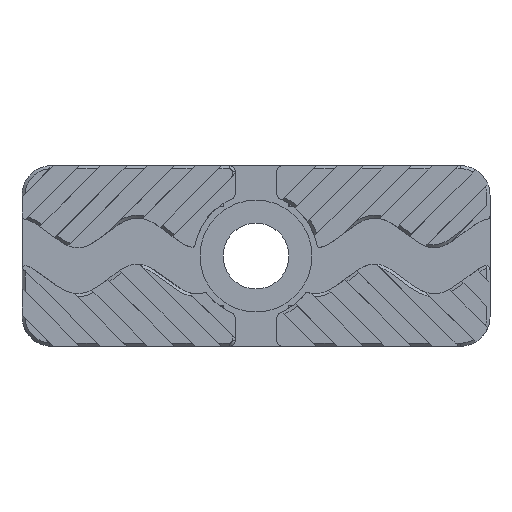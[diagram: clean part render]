
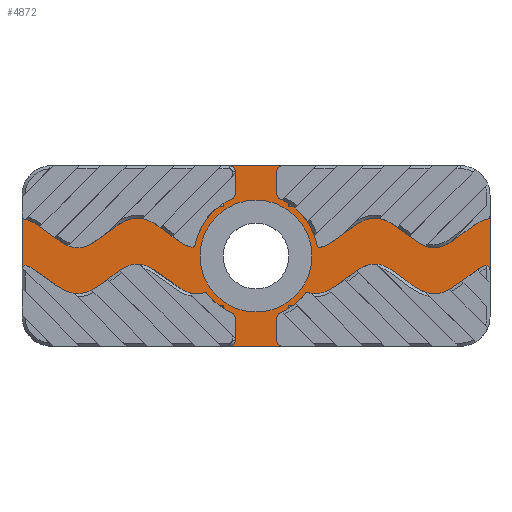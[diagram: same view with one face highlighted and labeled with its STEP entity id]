
A CAD part, top view. The second image highlights one B-rep face of the part: STEP entity #4872.
In plain terms, the highlighted planar face has unit normal (0, 0, 1).
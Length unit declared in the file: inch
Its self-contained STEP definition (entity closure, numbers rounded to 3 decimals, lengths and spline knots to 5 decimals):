
#29=FACE_BOUND('',#927,.T.);
#211=PLANE('',#5186);
#661=FACE_OUTER_BOUND('',#926,.T.);
#926=EDGE_LOOP('',(#4325,#4326,#4327,#4328,#4329,#4330,#4331,#4332,#4333,
#4334,#4335,#4336,#4337,#4338,#4339,#4340,#4341,#4342,#4343,#4344,#4345,
#4346,#4347,#4348));
#927=EDGE_LOOP('',(#4349));
#1085=CIRCLE('',#5187,0.09843);
#1086=CIRCLE('',#5188,0.09843);
#1087=CIRCLE('',#5189,0.09843);
#1088=CIRCLE('',#5190,0.09843);
#1089=CIRCLE('',#5191,0.186);
#1151=LINE('',#6665,#1585);
#1171=LINE('',#6709,#1605);
#1175=LINE('',#6717,#1609);
#1280=LINE('',#8277,#1714);
#1302=LINE('',#8325,#1736);
#1306=LINE('',#8333,#1740);
#1477=LINE('',#9821,#1911);
#1478=LINE('',#9824,#1912);
#1479=LINE('',#9825,#1913);
#1480=LINE('',#9829,#1914);
#1481=LINE('',#9832,#1915);
#1482=LINE('',#9834,#1916);
#1483=LINE('',#9835,#1917);
#1484=LINE('',#9837,#1918);
#1485=LINE('',#9839,#1919);
#1486=LINE('',#9840,#1920);
#1487=LINE('',#9844,#1921);
#1488=LINE('',#9847,#1922);
#1489=LINE('',#9849,#1923);
#1490=LINE('',#9850,#1924);
#1585=VECTOR('',#5362,0.3937);
#1605=VECTOR('',#5386,0.3937);
#1609=VECTOR('',#5390,0.3937);
#1714=VECTOR('',#5629,0.3937);
#1736=VECTOR('',#5655,0.3937);
#1740=VECTOR('',#5659,0.3937);
#1911=VECTOR('',#6140,0.3937);
#1912=VECTOR('',#6143,0.3937);
#1913=VECTOR('',#6144,0.3937);
#1914=VECTOR('',#6147,0.3937);
#1915=VECTOR('',#6150,0.3937);
#1916=VECTOR('',#6151,0.3937);
#1917=VECTOR('',#6152,0.3937);
#1918=VECTOR('',#6153,0.3937);
#1919=VECTOR('',#6154,0.3937);
#1920=VECTOR('',#6155,0.3937);
#1921=VECTOR('',#6158,0.3937);
#1922=VECTOR('',#6161,0.3937);
#1923=VECTOR('',#6162,0.3937);
#1924=VECTOR('',#6163,0.3937);
#2020=VERTEX_POINT('',#6662);
#2021=VERTEX_POINT('',#6664);
#2042=VERTEX_POINT('',#6706);
#2043=VERTEX_POINT('',#6708);
#2046=VERTEX_POINT('',#6714);
#2047=VERTEX_POINT('',#6716);
#2215=VERTEX_POINT('',#8274);
#2216=VERTEX_POINT('',#8276);
#2239=VERTEX_POINT('',#8322);
#2240=VERTEX_POINT('',#8324);
#2243=VERTEX_POINT('',#8330);
#2244=VERTEX_POINT('',#8332);
#2418=VERTEX_POINT('',#9819);
#2419=VERTEX_POINT('',#9823);
#2420=VERTEX_POINT('',#9826);
#2421=VERTEX_POINT('',#9828);
#2422=VERTEX_POINT('',#9831);
#2423=VERTEX_POINT('',#9833);
#2424=VERTEX_POINT('',#9836);
#2425=VERTEX_POINT('',#9838);
#2426=VERTEX_POINT('',#9841);
#2427=VERTEX_POINT('',#9843);
#2428=VERTEX_POINT('',#9846);
#2429=VERTEX_POINT('',#9848);
#2430=VERTEX_POINT('',#9851);
#2523=EDGE_CURVE('',#2020,#2021,#1151,.T.);
#2545=EDGE_CURVE('',#2042,#2043,#1171,.T.);
#2549=EDGE_CURVE('',#2046,#2047,#1175,.T.);
#2777=EDGE_CURVE('',#2215,#2216,#1280,.T.);
#2801=EDGE_CURVE('',#2239,#2240,#1302,.T.);
#2805=EDGE_CURVE('',#2243,#2244,#1306,.T.);
#3108=EDGE_CURVE('',#2418,#2215,#1477,.T.);
#3109=EDGE_CURVE('',#2419,#2418,#1478,.T.);
#3110=EDGE_CURVE('',#2244,#2419,#1479,.T.);
#3111=EDGE_CURVE('',#2243,#2420,#1085,.T.);
#3112=EDGE_CURVE('',#2421,#2420,#1480,.T.);
#3113=EDGE_CURVE('',#2043,#2421,#1086,.T.);
#3114=EDGE_CURVE('',#2422,#2042,#1481,.T.);
#3115=EDGE_CURVE('',#2423,#2422,#1482,.T.);
#3116=EDGE_CURVE('',#2021,#2423,#1483,.T.);
#3117=EDGE_CURVE('',#2424,#2020,#1484,.T.);
#3118=EDGE_CURVE('',#2425,#2424,#1485,.T.);
#3119=EDGE_CURVE('',#2047,#2425,#1486,.T.);
#3120=EDGE_CURVE('',#2046,#2426,#1087,.T.);
#3121=EDGE_CURVE('',#2427,#2426,#1487,.T.);
#3122=EDGE_CURVE('',#2240,#2427,#1088,.T.);
#3123=EDGE_CURVE('',#2428,#2239,#1488,.T.);
#3124=EDGE_CURVE('',#2429,#2428,#1489,.T.);
#3125=EDGE_CURVE('',#2216,#2429,#1490,.T.);
#3126=EDGE_CURVE('',#2430,#2430,#1089,.T.);
#4325=ORIENTED_EDGE('',*,*,#3108,.F.);
#4326=ORIENTED_EDGE('',*,*,#3109,.F.);
#4327=ORIENTED_EDGE('',*,*,#3110,.F.);
#4328=ORIENTED_EDGE('',*,*,#2805,.F.);
#4329=ORIENTED_EDGE('',*,*,#3111,.T.);
#4330=ORIENTED_EDGE('',*,*,#3112,.F.);
#4331=ORIENTED_EDGE('',*,*,#3113,.F.);
#4332=ORIENTED_EDGE('',*,*,#2545,.F.);
#4333=ORIENTED_EDGE('',*,*,#3114,.F.);
#4334=ORIENTED_EDGE('',*,*,#3115,.F.);
#4335=ORIENTED_EDGE('',*,*,#3116,.F.);
#4336=ORIENTED_EDGE('',*,*,#2523,.F.);
#4337=ORIENTED_EDGE('',*,*,#3117,.F.);
#4338=ORIENTED_EDGE('',*,*,#3118,.F.);
#4339=ORIENTED_EDGE('',*,*,#3119,.F.);
#4340=ORIENTED_EDGE('',*,*,#2549,.F.);
#4341=ORIENTED_EDGE('',*,*,#3120,.T.);
#4342=ORIENTED_EDGE('',*,*,#3121,.F.);
#4343=ORIENTED_EDGE('',*,*,#3122,.F.);
#4344=ORIENTED_EDGE('',*,*,#2801,.F.);
#4345=ORIENTED_EDGE('',*,*,#3123,.F.);
#4346=ORIENTED_EDGE('',*,*,#3124,.F.);
#4347=ORIENTED_EDGE('',*,*,#3125,.F.);
#4348=ORIENTED_EDGE('',*,*,#2777,.F.);
#4349=ORIENTED_EDGE('',*,*,#3126,.T.);
#4872=ADVANCED_FACE('',(#661,#29),#211,.T.);
#5186=AXIS2_PLACEMENT_3D('',#9822,#6141,#6142);
#5187=AXIS2_PLACEMENT_3D('',#9827,#6145,#6146);
#5188=AXIS2_PLACEMENT_3D('',#9830,#6148,#6149);
#5189=AXIS2_PLACEMENT_3D('',#9842,#6156,#6157);
#5190=AXIS2_PLACEMENT_3D('',#9845,#6159,#6160);
#5191=AXIS2_PLACEMENT_3D('',#9852,#6164,#6165);
#5362=DIRECTION('',(1.,0.,0.));
#5386=DIRECTION('',(1.,0.,0.));
#5390=DIRECTION('',(1.,0.,0.));
#5629=DIRECTION('',(-1.,0.,0.));
#5655=DIRECTION('',(-1.,0.,0.));
#5659=DIRECTION('',(-1.,0.,0.));
#6140=DIRECTION('',(0.,-1.,0.));
#6141=DIRECTION('center_axis',(0.,0.,
1.));
#6142=DIRECTION('ref_axis',(1.,0.,0.));
#6143=DIRECTION('',(-1.,0.,0.));
#6144=DIRECTION('',(0.,1.,0.));
#6145=DIRECTION('center_axis',(0.,0.,
1.));
#6146=DIRECTION('ref_axis',(0.707,-0.707,0.));
#6147=DIRECTION('',(0.,-1.,0.));
#6148=DIRECTION('center_axis',(0.,0.,
-1.));
#6149=DIRECTION('ref_axis',(0.707,0.707,0.));
#6150=DIRECTION('',(0.,1.,0.));
#6151=DIRECTION('',(1.,0.,0.));
#6152=DIRECTION('',(0.,-1.,0.));
#6153=DIRECTION('',(0.,1.,0.));
#6154=DIRECTION('',(1.,0.,0.));
#6155=DIRECTION('',(0.,-1.,0.));
#6156=DIRECTION('center_axis',(0.,0.,
1.));
#6157=DIRECTION('ref_axis',(-0.707,0.707,0.));
#6158=DIRECTION('',(0.,1.,0.));
#6159=DIRECTION('center_axis',(0.,0.,
-1.));
#6160=DIRECTION('ref_axis',(-0.707,-0.707,0.));
#6161=DIRECTION('',(0.,-1.,0.));
#6162=DIRECTION('',(-1.,0.,0.));
#6163=DIRECTION('',(0.,1.,0.));
#6164=DIRECTION('center_axis',(0.,0.,
-1.));
#6165=DIRECTION('ref_axis',(1.,0.,0.));
#6662=CARTESIAN_POINT('',(0.66816,0.01457,0.24293));
#6664=CARTESIAN_POINT('',(0.88696,0.01457,0.24293));
#6665=CARTESIAN_POINT('',(0.88825,0.01457,0.24293));
#6706=CARTESIAN_POINT('',(1.4457,0.01457,0.24293));
#6708=CARTESIAN_POINT('',(1.45669,0.01457,0.24293));
#6709=CARTESIAN_POINT('',(1.24807,0.01457,0.24293));
#6714=CARTESIAN_POINT('',(0.09843,0.01457,0.24293));
#6716=CARTESIAN_POINT('',(0.1094,0.01457,0.24293));
#6717=CARTESIAN_POINT('',(0.43307,0.01457,0.24293));
#8274=CARTESIAN_POINT('',(0.88696,-0.58543,0.24293));
#8276=CARTESIAN_POINT('',(0.66816,-0.58543,0.24293));
#8277=CARTESIAN_POINT('',(0.84396,-0.58543,0.24293));
#8322=CARTESIAN_POINT('',(0.1094,-0.58543,0.24293));
#8324=CARTESIAN_POINT('',(0.09843,-0.58543,0.24293));
#8325=CARTESIAN_POINT('',(0.38878,-0.58543,0.24293));
#8330=CARTESIAN_POINT('',(1.45669,-0.58543,0.24293));
#8332=CARTESIAN_POINT('',(1.4457,-0.58543,0.24293));
#8333=CARTESIAN_POINT('',(1.20378,-0.58543,0.24293));
#9819=CARTESIAN_POINT('',(0.88696,-0.44948,0.24293));
#9821=CARTESIAN_POINT('',(0.88696,-0.43543,0.24293));
#9822=CARTESIAN_POINT('Origin',(1.51575,-0.28543,0.24293));
#9823=CARTESIAN_POINT('',(1.4457,-0.44948,0.24293));
#9824=CARTESIAN_POINT('',(0.75787,-0.44948,0.24293));
#9825=CARTESIAN_POINT('',(1.4457,-0.28536,0.24293));
#9826=CARTESIAN_POINT('',(1.55512,-0.48701,0.24293));
#9827=CARTESIAN_POINT('Origin',(1.45669,-0.48701,0.24293));
#9828=CARTESIAN_POINT('',(1.55512,-0.08386,0.24293));
#9829=CARTESIAN_POINT('',(1.55512,-0.27584,0.24293));
#9830=CARTESIAN_POINT('Origin',(1.45669,-0.08386,0.24293));
#9831=CARTESIAN_POINT('',(1.4457,-0.12138,0.24293));
#9832=CARTESIAN_POINT('',(1.4457,-0.28536,0.24293));
#9833=CARTESIAN_POINT('',(0.88696,-0.12138,0.24293));
#9834=CARTESIAN_POINT('',(0.75787,-0.12138,0.24293));
#9835=CARTESIAN_POINT('',(0.88696,-0.43543,0.24293));
#9836=CARTESIAN_POINT('',(0.66816,-0.12138,0.24293));
#9837=CARTESIAN_POINT('',(0.66816,-0.43543,0.24293));
#9838=CARTESIAN_POINT('',(0.1094,-0.12138,0.24293));
#9839=CARTESIAN_POINT('',(0.75787,-0.12138,0.24293));
#9840=CARTESIAN_POINT('',(0.1094,-0.28536,0.24293));
#9841=CARTESIAN_POINT('',(0.,-0.08386,0.24293));
#9842=CARTESIAN_POINT('Origin',(0.09843,-0.08386,
0.24293));
#9843=CARTESIAN_POINT('',(0.,-0.48701,0.24293));
#9844=CARTESIAN_POINT('',(0.,-0.31294,0.24293));
#9845=CARTESIAN_POINT('Origin',(0.09843,-0.48701,0.24293));
#9846=CARTESIAN_POINT('',(0.1094,-0.44948,0.24293));
#9847=CARTESIAN_POINT('',(0.1094,-0.28536,0.24293));
#9848=CARTESIAN_POINT('',(0.66816,-0.44948,0.24293));
#9849=CARTESIAN_POINT('',(0.75787,-0.44948,0.24293));
#9850=CARTESIAN_POINT('',(0.66816,-0.43543,0.24293));
#9851=CARTESIAN_POINT('',(0.59156,-0.28543,0.24293));
#9852=CARTESIAN_POINT('Origin',(0.77756,-0.28543,0.24293));
